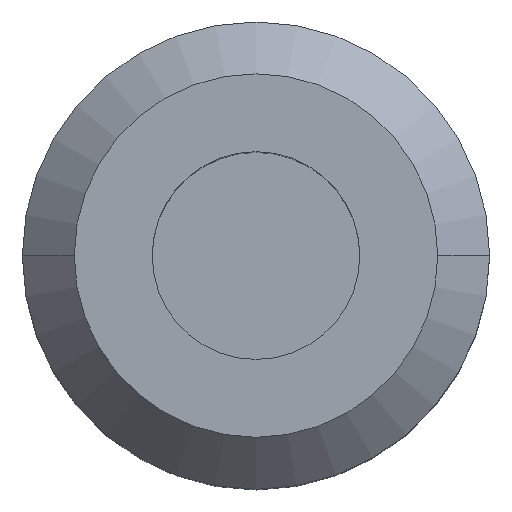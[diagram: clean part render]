
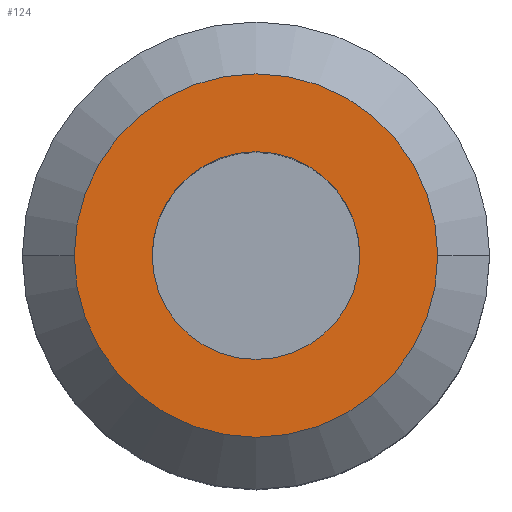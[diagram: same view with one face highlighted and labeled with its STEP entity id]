
A CAD part, top view. The second image highlights one B-rep face of the part: STEP entity #124.
In plain terms, the highlighted planar face has unit normal (0, 0, 1).
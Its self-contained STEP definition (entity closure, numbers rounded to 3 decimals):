
#124 = ADVANCED_FACE ( 'NONE', ( #771, #1058 ), #836, .T. ) ;
#165 = CARTESIAN_POINT ( 'NONE',  ( 0., 0., 110. ) ) ;
#205 = DIRECTION ( 'NONE',  ( -1., 0., 0. ) ) ;
#250 = DIRECTION ( 'NONE',  ( 0., 0., -1. ) ) ;
#280 = ORIENTED_EDGE ( 'NONE', *, *, #517, .T. ) ;
#313 = DIRECTION ( 'NONE',  ( 0., 0., -1. ) ) ;
#370 = EDGE_CURVE ( 'NONE', #998, #602, #1147, .T. ) ;
#386 = DIRECTION ( 'NONE',  ( -1., 0., 0. ) ) ;
#499 = CARTESIAN_POINT ( 'NONE',  ( 28., 0., 110. ) ) ;
#511 = AXIS2_PLACEMENT_3D ( 'NONE', #1274, #624, #736 ) ;
#517 = EDGE_CURVE ( 'NONE', #1330, #666, #1048, .T. ) ;
#585 = DIRECTION ( 'NONE',  ( -1., 0., 0. ) ) ;
#602 = VERTEX_POINT ( 'NONE', #499 ) ;
#624 = DIRECTION ( 'NONE',  ( 0., 0., 1. ) ) ;
#666 = VERTEX_POINT ( 'NONE', #1370 ) ;
#691 = EDGE_LOOP ( 'NONE', ( #1253, #280 ) ) ;
#699 = AXIS2_PLACEMENT_3D ( 'NONE', #1320, #250, #877 ) ;
#701 = CARTESIAN_POINT ( 'NONE',  ( 0., 0., 110. ) ) ;
#736 = DIRECTION ( 'NONE',  ( 1., 0., 0. ) ) ;
#759 = CIRCLE ( 'NONE', #1228, 28. ) ;
#771 = FACE_BOUND ( 'NONE', #691, .T. ) ;
#784 = EDGE_LOOP ( 'NONE', ( #1219, #819 ) ) ;
#819 = ORIENTED_EDGE ( 'NONE', *, *, #1237, .F. ) ;
#836 = PLANE ( 'NONE',  #511 ) ;
#877 = DIRECTION ( 'NONE',  ( -1., 0., 0. ) ) ;
#998 = VERTEX_POINT ( 'NONE', #1012 ) ;
#1012 = CARTESIAN_POINT ( 'NONE',  ( -28., 0., 110. ) ) ;
#1024 = DIRECTION ( 'NONE',  ( 0., 0., -1. ) ) ;
#1048 = CIRCLE ( 'NONE', #1231, 16. ) ;
#1058 = FACE_OUTER_BOUND ( 'NONE', #784, .T. ) ;
#1082 = AXIS2_PLACEMENT_3D ( 'NONE', #701, #1224, #585 ) ;
#1108 = CARTESIAN_POINT ( 'NONE',  ( 16., 0., 110. ) ) ;
#1147 = CIRCLE ( 'NONE', #699, 28. ) ;
#1203 = CIRCLE ( 'NONE', #1082, 16. ) ;
#1219 = ORIENTED_EDGE ( 'NONE', *, *, #370, .F. ) ;
#1224 = DIRECTION ( 'NONE',  ( 0., 0., -1. ) ) ;
#1225 = EDGE_CURVE ( 'NONE', #666, #1330, #1203, .T. ) ;
#1228 = AXIS2_PLACEMENT_3D ( 'NONE', #1276, #313, #205 ) ;
#1231 = AXIS2_PLACEMENT_3D ( 'NONE', #165, #1024, #386 ) ;
#1237 = EDGE_CURVE ( 'NONE', #602, #998, #759, .T. ) ;
#1253 = ORIENTED_EDGE ( 'NONE', *, *, #1225, .T. ) ;
#1274 = CARTESIAN_POINT ( 'NONE',  ( 0., 28., 110. ) ) ;
#1276 = CARTESIAN_POINT ( 'NONE',  ( 0., 0., 110. ) ) ;
#1320 = CARTESIAN_POINT ( 'NONE',  ( 0., 0., 110. ) ) ;
#1330 = VERTEX_POINT ( 'NONE', #1108 ) ;
#1370 = CARTESIAN_POINT ( 'NONE',  ( -16., 0., 110. ) ) ;
